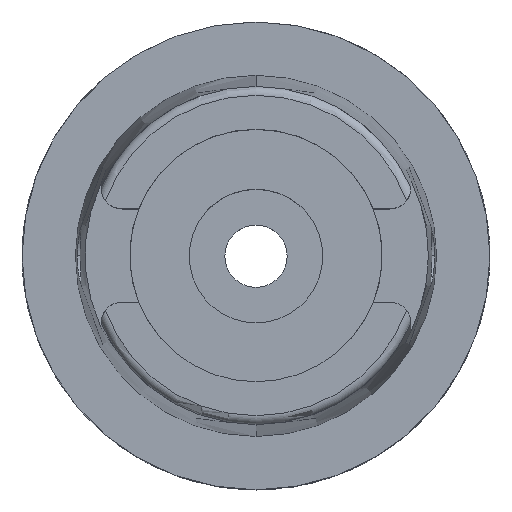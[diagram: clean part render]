
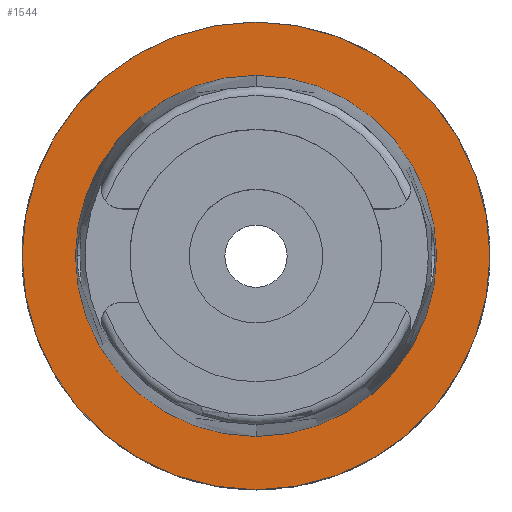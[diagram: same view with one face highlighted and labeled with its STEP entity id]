
A CAD part, top view. The second image highlights one B-rep face of the part: STEP entity #1544.
In plain terms, the highlighted planar face has unit normal (0, 0, 1).
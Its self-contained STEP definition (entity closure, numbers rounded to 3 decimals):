
#39 = CARTESIAN_POINT ( 'NONE',  ( 0., 0., 0. ) ) ;
#170 = DIRECTION ( 'NONE',  ( 0., 0., 1. ) ) ;
#224 = EDGE_CURVE ( 'NONE', #2558, #5393, #5652, .T. ) ;
#624 = DIRECTION ( 'NONE',  ( 0., 0., -1. ) ) ;
#636 = CARTESIAN_POINT ( 'NONE',  ( 0., 24.315, 0. ) ) ;
#783 = DIRECTION ( 'NONE',  ( 0., 0., -1. ) ) ;
#853 = DIRECTION ( 'NONE',  ( 0., -1., 0. ) ) ;
#923 = EDGE_LOOP ( 'NONE', ( #6255, #5570 ) ) ;
#934 = CARTESIAN_POINT ( 'NONE',  ( 0., 31.5, 0. ) ) ;
#1001 = DIRECTION ( 'NONE',  ( 0., 1., 0. ) ) ;
#1132 = DIRECTION ( 'NONE',  ( 0., 0., -1. ) ) ;
#1387 = AXIS2_PLACEMENT_3D ( 'NONE', #3483, #170, #5453 ) ;
#1544 = ADVANCED_FACE ( 'NONE', ( #6251, #1931 ), #3872, .F. ) ;
#1560 = EDGE_CURVE ( 'NONE', #2657, #2500, #3207, .T. ) ;
#1639 = CARTESIAN_POINT ( 'NONE',  ( 0., 0., 0. ) ) ;
#1828 = EDGE_LOOP ( 'NONE', ( #5953, #2826 ) ) ;
#1931 = FACE_BOUND ( 'NONE', #923, .T. ) ;
#2024 = DIRECTION ( 'NONE',  ( 0., -1., 0. ) ) ;
#2500 = VERTEX_POINT ( 'NONE', #2977 ) ;
#2558 = VERTEX_POINT ( 'NONE', #3100 ) ;
#2657 = VERTEX_POINT ( 'NONE', #636 ) ;
#2715 = DIRECTION ( 'NONE',  ( 0., -1., 0. ) ) ;
#2826 = ORIENTED_EDGE ( 'NONE', *, *, #224, .F. ) ;
#2977 = CARTESIAN_POINT ( 'NONE',  ( 0., -24.315, 0. ) ) ;
#2980 = AXIS2_PLACEMENT_3D ( 'NONE', #4300, #3864, #853 ) ;
#3100 = CARTESIAN_POINT ( 'NONE',  ( 0., -31.5, 0. ) ) ;
#3207 = CIRCLE ( 'NONE', #1387, 24.315 ) ;
#3254 = EDGE_CURVE ( 'NONE', #5393, #2558, #4193, .T. ) ;
#3483 = CARTESIAN_POINT ( 'NONE',  ( 0., 0., 0. ) ) ;
#3798 = CIRCLE ( 'NONE', #2980, 24.315 ) ;
#3864 = DIRECTION ( 'NONE',  ( 0., 0., 1. ) ) ;
#3872 = PLANE ( 'NONE',  #4119 ) ;
#3992 = AXIS2_PLACEMENT_3D ( 'NONE', #39, #624, #1001 ) ;
#4119 = AXIS2_PLACEMENT_3D ( 'NONE', #1639, #1132, #2024 ) ;
#4193 = CIRCLE ( 'NONE', #3992, 31.5 ) ;
#4300 = CARTESIAN_POINT ( 'NONE',  ( 0., 0., 0. ) ) ;
#4380 = EDGE_CURVE ( 'NONE', #2500, #2657, #3798, .T. ) ;
#5115 = CARTESIAN_POINT ( 'NONE',  ( 0., 0., 0. ) ) ;
#5393 = VERTEX_POINT ( 'NONE', #934 ) ;
#5453 = DIRECTION ( 'NONE',  ( 0., 1., 0. ) ) ;
#5570 = ORIENTED_EDGE ( 'NONE', *, *, #4380, .F. ) ;
#5652 = CIRCLE ( 'NONE', #5951, 31.5 ) ;
#5951 = AXIS2_PLACEMENT_3D ( 'NONE', #5115, #783, #2715 ) ;
#5953 = ORIENTED_EDGE ( 'NONE', *, *, #3254, .F. ) ;
#6251 = FACE_OUTER_BOUND ( 'NONE', #1828, .T. ) ;
#6255 = ORIENTED_EDGE ( 'NONE', *, *, #1560, .F. ) ;
